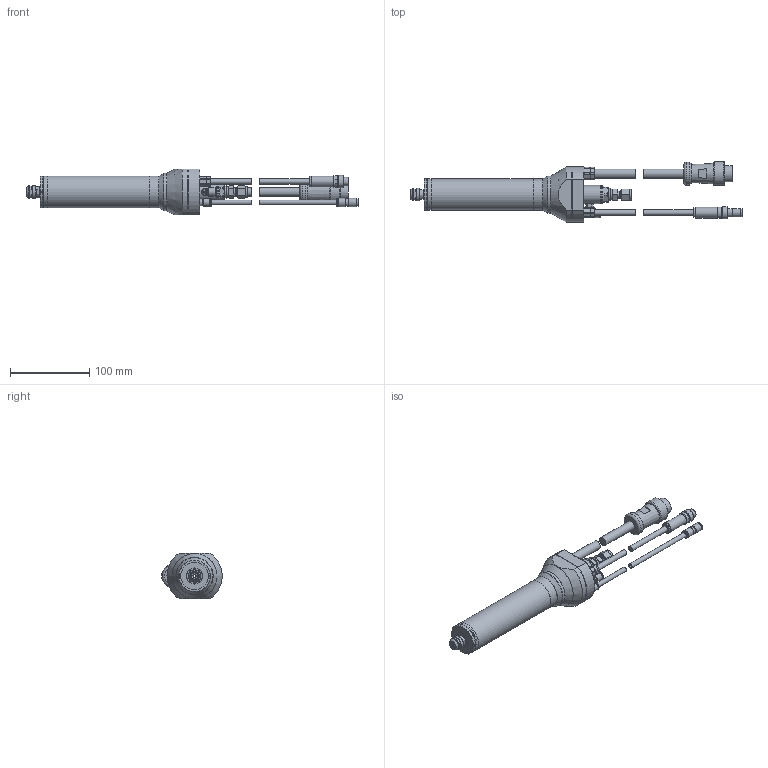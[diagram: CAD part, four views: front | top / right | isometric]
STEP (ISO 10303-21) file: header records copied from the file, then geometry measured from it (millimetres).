
FILE_DESCRIPTION (( 'STEP AP203' ), '1' );
FILE_NAME ('CTM-4020_7918.STEP', '2024-09-17T09:57:50', ( '' ), ( '' ), 'SwSTEP 2.0', 'SolidWorks 2021', '' );
FILE_SCHEMA (( 'CONFIG_CONTROL_DESIGN' ));
Length unit declared in the file: millimetre
Products named in the file (1): CTM-4020_7918
Bounding box: 420.2 x 76.5 x 58 mm (x, y, z)
Volume: 107330.3 mm3; surface area: 111042.8 mm2
Topology: 34 solids, 34 shells, 742 faces, 1699 edges, 1073 vertices
Faces by surface type: plane 341, cylinder 204, cone 176, torus 17, sphere 2, bspline 2
Full cylindrical faces by diameter (mm): 1.5 x1, 2 x2, 2.05 x4, 2.5 x5, 2.7 x4, 4 x3, 4.5 x4, 4.7 x4, 6 x7, 6.8 x4, 7 x4, 7.4 x1, 7.9 x1, 8 x2, 8.6 x1, 8.954 x1, 9.1 x3, 9.7 x4, 9.728 x1, 10 x1, 10.4 x3, 10.414 x1, 11 x1, 11.113 x1, 11.3 x3, 11.4 x3, 11.9 x1, 12.55 x1, 12.9 x1, 13.1 x1
Entity records: 21526 total; most frequent: CARTESIAN_POINT 6089, DIRECTION 3296, ORIENTED_EDGE 2796, AXIS2_PLACEMENT_3D 1428, EDGE_CURVE 1398, EDGE_LOOP 1062, VERTEX_POINT 980, FACE_OUTER_BOUND 875
